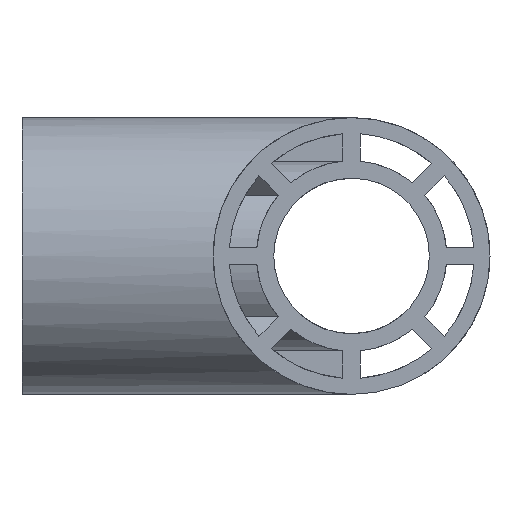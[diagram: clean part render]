
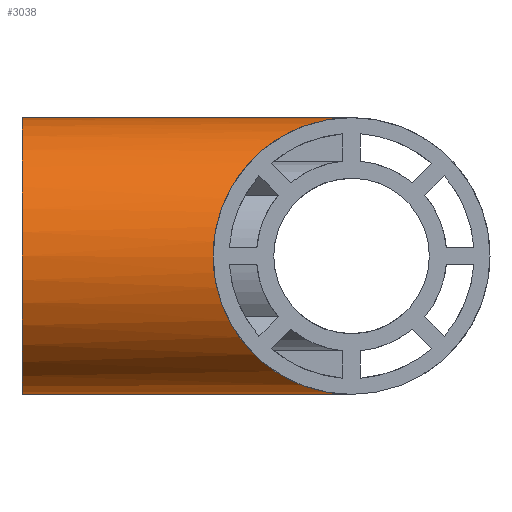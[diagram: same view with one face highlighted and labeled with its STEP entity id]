
A CAD part, left-side view. The second image highlights one B-rep face of the part: STEP entity #3038.
In plain terms, the highlighted cylindrical face has radius 80.01 mm (diameter 160.02 mm), a partial arc.
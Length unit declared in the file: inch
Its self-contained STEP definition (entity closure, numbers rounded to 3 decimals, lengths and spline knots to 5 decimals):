
#83 = AXIS2_PLACEMENT_3D ( 'NONE', #2774, #745, #2749 ) ;
#239 = CYLINDRICAL_SURFACE ( 'NONE', #83, 3.15 ) ;
#304 = CARTESIAN_POINT ( 'NONE',  ( 8.58143, 7.5, 3.15 ) ) ;
#308 = CARTESIAN_POINT ( 'NONE',  ( 8.58143, 0., 3.15 ) ) ;
#325 = VERTEX_POINT ( 'NONE', #304 ) ;
#368 = ORIENTED_EDGE ( 'NONE', *, *, #3055, .T. ) ;
#419 = VERTEX_POINT ( 'NONE', #2130 ) ;
#709 = CARTESIAN_POINT ( 'NONE',  ( 8.58143, 7.5, -3.15 ) ) ;
#745 = DIRECTION ( 'NONE',  ( 0., -1., 0. ) ) ;
#746 = AXIS2_PLACEMENT_3D ( 'NONE', #1927, #1914, #1895 ) ;
#748 = LINE ( 'NONE', #2672, #789 ) ;
#789 = VECTOR ( 'NONE', #1391, 39.37008 ) ;
#997 = ORIENTED_EDGE ( 'NONE', *, *, #3095, .F. ) ;
#1166 = EDGE_LOOP ( 'NONE', ( #1561, #997, #368, #1934 ) ) ;
#1240 = EDGE_CURVE ( 'NONE', #325, #1844, #2239, .T. ) ;
#1350 = VERTEX_POINT ( 'NONE', #709 ) ;
#1391 = DIRECTION ( 'NONE',  ( 0., -1., 0. ) ) ;
#1561 = ORIENTED_EDGE ( 'NONE', *, *, #1240, .F. ) ;
#1739 = CIRCLE ( 'NONE', #746, 3.15 ) ;
#1844 = VERTEX_POINT ( 'NONE', #308 ) ;
#1895 = DIRECTION ( 'NONE',  ( 0., 0., 1. ) ) ;
#1914 = DIRECTION ( 'NONE',  ( 0., 1., 0. ) ) ;
#1927 = CARTESIAN_POINT ( 'NONE',  ( 8.58143, 7.5, 0. ) ) ;
#1934 = ORIENTED_EDGE ( 'NONE', *, *, #2445, .T. ) ;
#1991 = FACE_OUTER_BOUND ( 'NONE', #1166, .T. ) ;
#1998 = VECTOR ( 'NONE', #2896, 39.37008 ) ;
#2130 = CARTESIAN_POINT ( 'NONE',  ( 8.58143, 0., -3.15 ) ) ;
#2239 = LINE ( 'NONE', #3474, #1998 ) ;
#2445 = EDGE_CURVE ( 'NONE', #419, #1844, #3172, .T. ) ;
#2672 = CARTESIAN_POINT ( 'NONE',  ( 8.58143, 7.5, -3.15 ) ) ;
#2749 = DIRECTION ( 'NONE',  ( 0., 0., -1. ) ) ;
#2774 = CARTESIAN_POINT ( 'NONE',  ( 8.58143, 7.5, 0. ) ) ;
#2896 = DIRECTION ( 'NONE',  ( 0., -1., 0. ) ) ;
#3011 = CARTESIAN_POINT ( 'NONE',  ( 8.58143, 0., 3.15 ) ) ;
#3021 = CARTESIAN_POINT ( 'NONE',  ( 2.28143, 6.3, 3.15 ) ) ;
#3038 = ADVANCED_FACE ( 'NONE', ( #1991 ), #239, .T. ) ;
#3049 = CARTESIAN_POINT ( 'NONE',  ( 2.28143, 6.3, -3.15 ) ) ;
#3055 = EDGE_CURVE ( 'NONE', #1350, #419, #748, .T. ) ;
#3095 = EDGE_CURVE ( 'NONE', #1350, #325, #1739, .T. ) ;
#3097 = CARTESIAN_POINT ( 'NONE',  ( 8.58143, 0., -3.15 ) ) ;
#3172 =( BOUNDED_CURVE ( )  B_SPLINE_CURVE ( 3, ( #3097, #3049, #3021, #3011 ),
 .UNSPECIFIED., .F., .F. ) 
 B_SPLINE_CURVE_WITH_KNOTS ( ( 4, 4 ),
 ( 4.71239, 7.85398 ),
 .UNSPECIFIED. ) 
 CURVE ( )  GEOMETRIC_REPRESENTATION_ITEM ( )  RATIONAL_B_SPLINE_CURVE ( ( 1., 0.333, 0.333, 1. ) ) 
 REPRESENTATION_ITEM ( '' )  );
#3474 = CARTESIAN_POINT ( 'NONE',  ( 8.58143, 7.5, 3.15 ) ) ;
